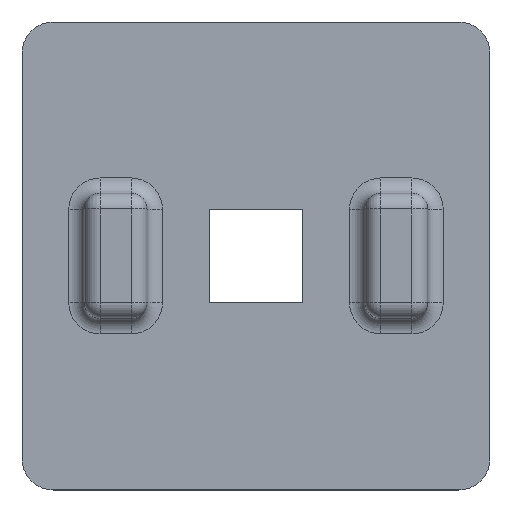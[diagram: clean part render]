
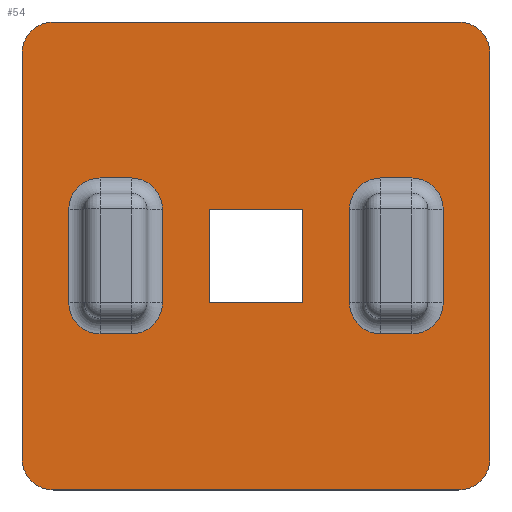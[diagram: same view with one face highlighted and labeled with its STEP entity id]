
A CAD part, top view. The second image highlights one B-rep face of the part: STEP entity #54.
In plain terms, the highlighted planar face has unit normal (0, 0, 1).
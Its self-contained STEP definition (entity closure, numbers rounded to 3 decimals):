
#54=ADVANCED_FACE('',(#126,#128,#130,#132),#134,.T.);
#126=FACE_BOUND('',#127,.T.);
#127=EDGE_LOOP('',(#585,#586,#587,#588,#589,#590,#591,#592));
#128=FACE_BOUND('',#129,.T.);
#129=EDGE_LOOP('',(#593,#594,#595,#596,#597,#598,#599,#600));
#130=FACE_BOUND('',#131,.T.);
#131=EDGE_LOOP('',(#601,#602,#603,#604,#605,#606,#607,#608));
#132=FACE_BOUND('',#133,.T.);
#133=EDGE_LOOP('',(#609,#610,#611,#612));
#134=PLANE('',#135);
#135=AXIS2_PLACEMENT_3D('',#136,#137,#138);
#136=CARTESIAN_POINT('',(0.,0.,3.));
#137=DIRECTION('',(0.,0.,1.));
#138=DIRECTION('',(-1.,0.,0.));
#585=ORIENTED_EDGE('',*,*,#865,.F.);
#586=ORIENTED_EDGE('',*,*,#866,.T.);
#587=ORIENTED_EDGE('',*,*,#867,.F.);
#588=ORIENTED_EDGE('',*,*,#868,.T.);
#589=ORIENTED_EDGE('',*,*,#869,.F.);
#590=ORIENTED_EDGE('',*,*,#870,.T.);
#591=ORIENTED_EDGE('',*,*,#871,.F.);
#592=ORIENTED_EDGE('',*,*,#872,.T.);
#593=ORIENTED_EDGE('',*,*,#873,.F.);
#594=ORIENTED_EDGE('',*,*,#874,.F.);
#595=ORIENTED_EDGE('',*,*,#875,.F.);
#596=ORIENTED_EDGE('',*,*,#876,.F.);
#597=ORIENTED_EDGE('',*,*,#877,.F.);
#598=ORIENTED_EDGE('',*,*,#878,.F.);
#599=ORIENTED_EDGE('',*,*,#879,.F.);
#600=ORIENTED_EDGE('',*,*,#880,.F.);
#601=ORIENTED_EDGE('',*,*,#881,.F.);
#602=ORIENTED_EDGE('',*,*,#882,.F.);
#603=ORIENTED_EDGE('',*,*,#883,.F.);
#604=ORIENTED_EDGE('',*,*,#884,.F.);
#605=ORIENTED_EDGE('',*,*,#885,.F.);
#606=ORIENTED_EDGE('',*,*,#886,.F.);
#607=ORIENTED_EDGE('',*,*,#887,.F.);
#608=ORIENTED_EDGE('',*,*,#888,.F.);
#609=ORIENTED_EDGE('',*,*,#889,.T.);
#610=ORIENTED_EDGE('',*,*,#890,.T.);
#611=ORIENTED_EDGE('',*,*,#891,.T.);
#612=ORIENTED_EDGE('',*,*,#892,.T.);
#865=EDGE_CURVE('',#1017,#1018,#1019,.F.);
#866=EDGE_CURVE('',#1017,#1020,#1021,.T.);
#867=EDGE_CURVE('',#1022,#1020,#1023,.F.);
#868=EDGE_CURVE('',#1022,#1024,#1025,.T.);
#869=EDGE_CURVE('',#1026,#1024,#1027,.F.);
#870=EDGE_CURVE('',#1026,#1028,#1029,.T.);
#871=EDGE_CURVE('',#1030,#1028,#1031,.F.);
#872=EDGE_CURVE('',#1030,#1018,#1032,.T.);
#873=EDGE_CURVE('',#1033,#1034,#1035,.T.);
#874=EDGE_CURVE('',#1036,#1033,#1037,.F.);
#875=EDGE_CURVE('',#1038,#1036,#1039,.T.);
#876=EDGE_CURVE('',#1040,#1038,#1041,.F.);
#877=EDGE_CURVE('',#1042,#1040,#1043,.T.);
#878=EDGE_CURVE('',#1044,#1042,#1045,.F.);
#879=EDGE_CURVE('',#1046,#1044,#1047,.T.);
#880=EDGE_CURVE('',#1034,#1046,#1048,.F.);
#881=EDGE_CURVE('',#1049,#1050,#1051,.T.);
#882=EDGE_CURVE('',#1052,#1049,#1053,.F.);
#883=EDGE_CURVE('',#1054,#1052,#1055,.T.);
#884=EDGE_CURVE('',#1056,#1054,#1057,.F.);
#885=EDGE_CURVE('',#1058,#1056,#1059,.T.);
#886=EDGE_CURVE('',#1060,#1058,#1061,.F.);
#887=EDGE_CURVE('',#1062,#1060,#1063,.T.);
#888=EDGE_CURVE('',#1050,#1062,#1064,.F.);
#889=EDGE_CURVE('',#1065,#1066,#1067,.F.);
#890=EDGE_CURVE('',#1066,#1068,#1069,.F.);
#891=EDGE_CURVE('',#1068,#1070,#1071,.F.);
#892=EDGE_CURVE('',#1070,#1065,#1072,.F.);
#1017=VERTEX_POINT('',#1265);
#1018=VERTEX_POINT('',#1266);
#1019=CIRCLE('',#1267,10.);
#1020=VERTEX_POINT('',#1271);
#1021=LINE('',#1272,#1273);
#1022=VERTEX_POINT('',#1275);
#1023=CIRCLE('',#1276,10.);
#1024=VERTEX_POINT('',#1280);
#1025=LINE('',#1281,#1282);
#1026=VERTEX_POINT('',#1284);
#1027=CIRCLE('',#1285,10.);
#1028=VERTEX_POINT('',#1289);
#1029=LINE('',#1290,#1291);
#1030=VERTEX_POINT('',#1293);
#1031=CIRCLE('',#1294,10.);
#1032=LINE('',#1298,#1299);
#1033=VERTEX_POINT('',#1301);
#1034=VERTEX_POINT('',#1302);
#1035=LINE('',#1303,#1304);
#1036=VERTEX_POINT('',#1306);
#1037=CIRCLE('',#1307,10.);
#1038=VERTEX_POINT('',#1311);
#1039=LINE('',#1312,#1313);
#1040=VERTEX_POINT('',#1315);
#1041=CIRCLE('',#1316,10.);
#1042=VERTEX_POINT('',#1320);
#1043=LINE('',#1321,#1322);
#1044=VERTEX_POINT('',#1324);
#1045=CIRCLE('',#1325,10.);
#1046=VERTEX_POINT('',#1329);
#1047=LINE('',#1330,#1331);
#1048=CIRCLE('',#1333,10.);
#1049=VERTEX_POINT('',#1337);
#1050=VERTEX_POINT('',#1338);
#1051=LINE('',#1339,#1340);
#1052=VERTEX_POINT('',#1342);
#1053=CIRCLE('',#1343,10.);
#1054=VERTEX_POINT('',#1347);
#1055=LINE('',#1348,#1349);
#1056=VERTEX_POINT('',#1351);
#1057=CIRCLE('',#1352,10.);
#1058=VERTEX_POINT('',#1356);
#1059=LINE('',#1357,#1358);
#1060=VERTEX_POINT('',#1360);
#1061=CIRCLE('',#1361,10.);
#1062=VERTEX_POINT('',#1365);
#1063=LINE('',#1366,#1367);
#1064=CIRCLE('',#1369,10.);
#1065=VERTEX_POINT('',#1373);
#1066=VERTEX_POINT('',#1374);
#1067=LINE('',#1375,#1376);
#1068=VERTEX_POINT('',#1378);
#1069=LINE('',#1379,#1380);
#1070=VERTEX_POINT('',#1382);
#1071=LINE('',#1383,#1384);
#1072=LINE('',#1386,#1387);
#1265=CARTESIAN_POINT('',(-65.,-75.,3.));
#1266=CARTESIAN_POINT('',(-75.,-65.,3.));
#1267=AXIS2_PLACEMENT_3D('',#1268,#1269,#1270);
#1268=CARTESIAN_POINT('',(-65.,-65.,3.));
#1269=DIRECTION('',(0.,0.,1.));
#1270=DIRECTION('',(-1.,0.,0.));
#1271=CARTESIAN_POINT('',(65.,-75.,3.));
#1272=CARTESIAN_POINT('',(-65.,-75.,3.));
#1273=VECTOR('',#1274,1.);
#1274=DIRECTION('',(1.,0.,0.));
#1275=CARTESIAN_POINT('',(75.,-65.,3.));
#1276=AXIS2_PLACEMENT_3D('',#1277,#1278,#1279);
#1277=CARTESIAN_POINT('',(65.,-65.,3.));
#1278=DIRECTION('',(0.,0.,1.));
#1279=DIRECTION('',(0.,-1.,0.));
#1280=CARTESIAN_POINT('',(75.,65.,3.));
#1281=CARTESIAN_POINT('',(75.,-65.,3.));
#1282=VECTOR('',#1283,1.);
#1283=DIRECTION('',(0.,1.,0.));
#1284=CARTESIAN_POINT('',(65.,75.,3.));
#1285=AXIS2_PLACEMENT_3D('',#1286,#1287,#1288);
#1286=CARTESIAN_POINT('',(65.,65.,3.));
#1287=DIRECTION('',(0.,0.,1.));
#1288=DIRECTION('',(1.,0.,0.));
#1289=CARTESIAN_POINT('',(-65.,75.,3.));
#1290=CARTESIAN_POINT('',(65.,75.,3.));
#1291=VECTOR('',#1292,1.);
#1292=DIRECTION('',(-1.,0.,0.));
#1293=CARTESIAN_POINT('',(-75.,65.,3.));
#1294=AXIS2_PLACEMENT_3D('',#1295,#1296,#1297);
#1295=CARTESIAN_POINT('',(-65.,65.,3.));
#1296=DIRECTION('',(0.,0.,1.));
#1297=DIRECTION('',(0.,1.,0.));
#1298=CARTESIAN_POINT('',(-75.,65.,3.));
#1299=VECTOR('',#1300,1.);
#1300=DIRECTION('',(0.,-1.,0.));
#1301=CARTESIAN_POINT('',(30.,15.,3.));
#1302=CARTESIAN_POINT('',(30.,-15.,3.));
#1303=CARTESIAN_POINT('',(30.,15.,3.));
#1304=VECTOR('',#1305,1.);
#1305=DIRECTION('',(0.,-1.,0.));
#1306=CARTESIAN_POINT('',(40.,25.,3.));
#1307=AXIS2_PLACEMENT_3D('',#1308,#1309,#1310);
#1308=CARTESIAN_POINT('',(40.,15.,3.));
#1309=DIRECTION('',(0.,0.,-1.));
#1310=DIRECTION('',(-1.,0.,0.));
#1311=CARTESIAN_POINT('',(50.,25.,3.));
#1312=CARTESIAN_POINT('',(50.,25.,3.));
#1313=VECTOR('',#1314,1.);
#1314=DIRECTION('',(-1.,0.,0.));
#1315=CARTESIAN_POINT('',(60.,15.,3.));
#1316=AXIS2_PLACEMENT_3D('',#1317,#1318,#1319);
#1317=CARTESIAN_POINT('',(50.,15.,3.));
#1318=DIRECTION('',(0.,0.,-1.));
#1319=DIRECTION('',(0.,1.,0.));
#1320=CARTESIAN_POINT('',(60.,-15.,3.));
#1321=CARTESIAN_POINT('',(60.,-15.,3.));
#1322=VECTOR('',#1323,1.);
#1323=DIRECTION('',(0.,1.,0.));
#1324=CARTESIAN_POINT('',(50.,-25.,3.));
#1325=AXIS2_PLACEMENT_3D('',#1326,#1327,#1328);
#1326=CARTESIAN_POINT('',(50.,-15.,3.));
#1327=DIRECTION('',(0.,0.,-1.));
#1328=DIRECTION('',(1.,0.,0.));
#1329=CARTESIAN_POINT('',(40.,-25.,3.));
#1330=CARTESIAN_POINT('',(40.,-25.,3.));
#1331=VECTOR('',#1332,1.);
#1332=DIRECTION('',(1.,0.,0.));
#1333=AXIS2_PLACEMENT_3D('',#1334,#1335,#1336);
#1334=CARTESIAN_POINT('',(40.,-15.,3.));
#1335=DIRECTION('',(0.,0.,-1.));
#1336=DIRECTION('',(0.,-1.,0.));
#1337=CARTESIAN_POINT('',(-60.,15.,3.));
#1338=CARTESIAN_POINT('',(-60.,-15.,3.));
#1339=CARTESIAN_POINT('',(-60.,15.,3.));
#1340=VECTOR('',#1341,1.);
#1341=DIRECTION('',(0.,-1.,0.));
#1342=CARTESIAN_POINT('',(-50.,25.,3.));
#1343=AXIS2_PLACEMENT_3D('',#1344,#1345,#1346);
#1344=CARTESIAN_POINT('',(-50.,15.,3.));
#1345=DIRECTION('',(0.,0.,-1.));
#1346=DIRECTION('',(-1.,0.,0.));
#1347=CARTESIAN_POINT('',(-40.,25.,3.));
#1348=CARTESIAN_POINT('',(-40.,25.,3.));
#1349=VECTOR('',#1350,1.);
#1350=DIRECTION('',(-1.,0.,0.));
#1351=CARTESIAN_POINT('',(-30.,15.,3.));
#1352=AXIS2_PLACEMENT_3D('',#1353,#1354,#1355);
#1353=CARTESIAN_POINT('',(-40.,15.,3.));
#1354=DIRECTION('',(0.,0.,-1.));
#1355=DIRECTION('',(0.,1.,0.));
#1356=CARTESIAN_POINT('',(-30.,-15.,3.));
#1357=CARTESIAN_POINT('',(-30.,-15.,3.));
#1358=VECTOR('',#1359,1.);
#1359=DIRECTION('',(0.,1.,0.));
#1360=CARTESIAN_POINT('',(-40.,-25.,3.));
#1361=AXIS2_PLACEMENT_3D('',#1362,#1363,#1364);
#1362=CARTESIAN_POINT('',(-40.,-15.,3.));
#1363=DIRECTION('',(0.,0.,-1.));
#1364=DIRECTION('',(1.,0.,0.));
#1365=CARTESIAN_POINT('',(-50.,-25.,3.));
#1366=CARTESIAN_POINT('',(-50.,-25.,3.));
#1367=VECTOR('',#1368,1.);
#1368=DIRECTION('',(1.,0.,0.));
#1369=AXIS2_PLACEMENT_3D('',#1370,#1371,#1372);
#1370=CARTESIAN_POINT('',(-50.,-15.,3.));
#1371=DIRECTION('',(0.,0.,-1.));
#1372=DIRECTION('',(0.,-1.,0.));
#1373=CARTESIAN_POINT('',(-15.,-15.,3.));
#1374=CARTESIAN_POINT('',(-15.,15.,3.));
#1375=CARTESIAN_POINT('',(-15.,15.,3.));
#1376=VECTOR('',#1377,1.);
#1377=DIRECTION('',(0.,-1.,0.));
#1378=CARTESIAN_POINT('',(15.,15.,3.));
#1379=CARTESIAN_POINT('',(15.,15.,3.));
#1380=VECTOR('',#1381,1.);
#1381=DIRECTION('',(-1.,0.,0.));
#1382=CARTESIAN_POINT('',(15.,-15.,3.));
#1383=CARTESIAN_POINT('',(15.,-15.,3.));
#1384=VECTOR('',#1385,1.);
#1385=DIRECTION('',(0.,1.,0.));
#1386=CARTESIAN_POINT('',(-15.,-15.,3.));
#1387=VECTOR('',#1388,1.);
#1388=DIRECTION('',(1.,0.,0.));
